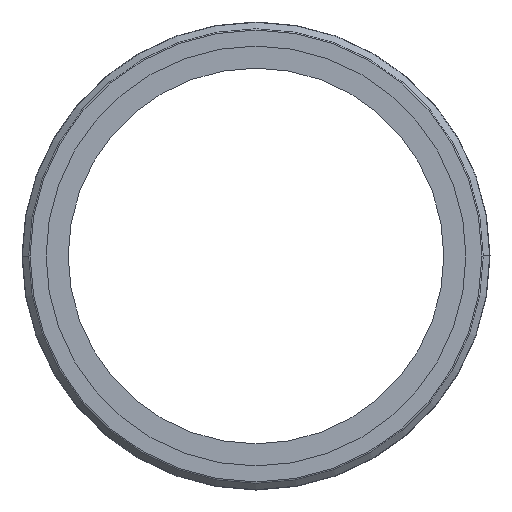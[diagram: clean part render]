
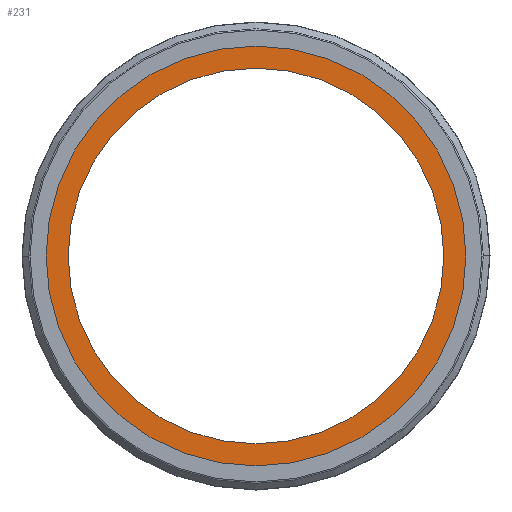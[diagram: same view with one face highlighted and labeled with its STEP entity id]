
A CAD part, front view. The second image highlights one B-rep face of the part: STEP entity #231.
In plain terms, the highlighted planar face has unit normal (0, -1, 0).
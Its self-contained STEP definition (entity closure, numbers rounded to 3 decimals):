
#70 = CIRCLE ( 'NONE', #209, 57.15 ) ;
#103 = DIRECTION ( 'NONE',  ( 0., -1., 0. ) ) ;
#107 = DIRECTION ( 'NONE',  ( 0., 1., 0. ) ) ;
#108 = DIRECTION ( 'NONE',  ( -1., 0., 0. ) ) ;
#116 = AXIS2_PLACEMENT_3D ( 'NONE', #454, #456, #108 ) ;
#134 = EDGE_LOOP ( 'NONE', ( #137, #730 ) ) ;
#137 = ORIENTED_EDGE ( 'NONE', *, *, #585, .F. ) ;
#162 = CARTESIAN_POINT ( 'NONE',  ( -51.13, 6.784, 0. ) ) ;
#167 = CARTESIAN_POINT ( 'NONE',  ( -57.15, 6.784, 0. ) ) ;
#179 = PLANE ( 'NONE',  #246 ) ;
#189 = DIRECTION ( 'NONE',  ( 0., 1., 0. ) ) ;
#209 = AXIS2_PLACEMENT_3D ( 'NONE', #280, #107, #394 ) ;
#221 = EDGE_CURVE ( 'NONE', #664, #230, #586, .T. ) ;
#230 = VERTEX_POINT ( 'NONE', #167 ) ;
#231 = ADVANCED_FACE ( 'NONE', ( #519, #285 ), #179, .T. ) ;
#238 = CIRCLE ( 'NONE', #543, 51.13 ) ;
#245 = EDGE_LOOP ( 'NONE', ( #749, #560 ) ) ;
#246 = AXIS2_PLACEMENT_3D ( 'NONE', #162, #103, #645 ) ;
#257 = CARTESIAN_POINT ( 'NONE',  ( -51.13, 6.784, 0. ) ) ;
#280 = CARTESIAN_POINT ( 'NONE',  ( 0., 6.784, 0. ) ) ;
#285 = FACE_OUTER_BOUND ( 'NONE', #134, .T. ) ;
#358 = DIRECTION ( 'NONE',  ( -1., 0., 0. ) ) ;
#363 = EDGE_CURVE ( 'NONE', #537, #573, #238, .T. ) ;
#364 = CARTESIAN_POINT ( 'NONE',  ( 0., 6.784, 0. ) ) ;
#394 = DIRECTION ( 'NONE',  ( -1., 0., 0. ) ) ;
#398 = AXIS2_PLACEMENT_3D ( 'NONE', #435, #539, #486 ) ;
#435 = CARTESIAN_POINT ( 'NONE',  ( 0., 6.784, 0. ) ) ;
#454 = CARTESIAN_POINT ( 'NONE',  ( 0., 6.784, 0. ) ) ;
#456 = DIRECTION ( 'NONE',  ( 0., 1., 0. ) ) ;
#486 = DIRECTION ( 'NONE',  ( -1., 0., 0. ) ) ;
#519 = FACE_BOUND ( 'NONE', #245, .T. ) ;
#536 = CIRCLE ( 'NONE', #398, 51.13 ) ;
#537 = VERTEX_POINT ( 'NONE', #257 ) ;
#539 = DIRECTION ( 'NONE',  ( 0., 1., 0. ) ) ;
#543 = AXIS2_PLACEMENT_3D ( 'NONE', #364, #189, #358 ) ;
#558 = EDGE_CURVE ( 'NONE', #573, #537, #536, .T. ) ;
#560 = ORIENTED_EDGE ( 'NONE', *, *, #558, .T. ) ;
#573 = VERTEX_POINT ( 'NONE', #718 ) ;
#585 = EDGE_CURVE ( 'NONE', #230, #664, #70, .T. ) ;
#586 = CIRCLE ( 'NONE', #116, 57.15 ) ;
#645 = DIRECTION ( 'NONE',  ( 1., 0., 0. ) ) ;
#664 = VERTEX_POINT ( 'NONE', #705 ) ;
#705 = CARTESIAN_POINT ( 'NONE',  ( 57.15, 6.784, 0. ) ) ;
#718 = CARTESIAN_POINT ( 'NONE',  ( 51.13, 6.784, 0. ) ) ;
#730 = ORIENTED_EDGE ( 'NONE', *, *, #221, .F. ) ;
#749 = ORIENTED_EDGE ( 'NONE', *, *, #363, .T. ) ;
